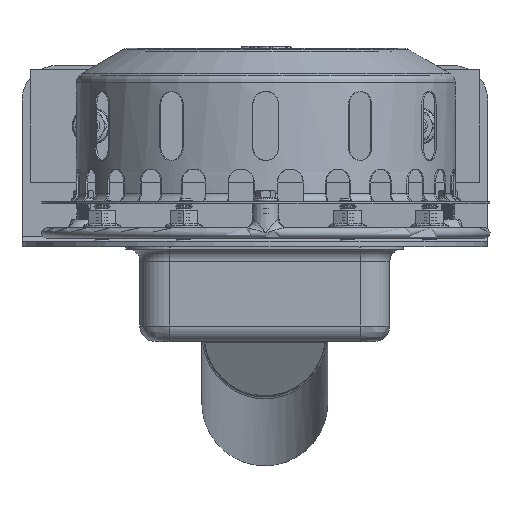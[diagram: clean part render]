
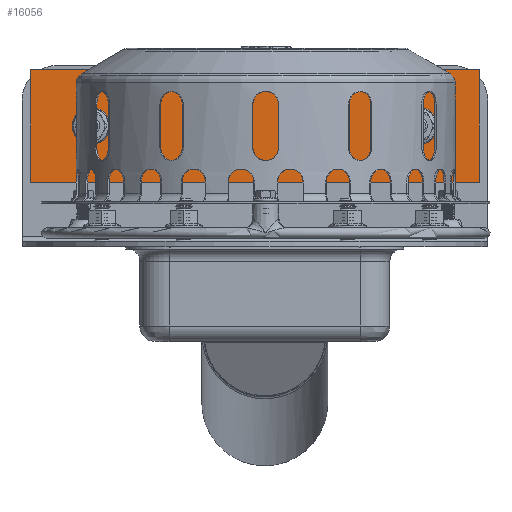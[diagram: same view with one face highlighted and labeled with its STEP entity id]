
A CAD part, left-side view. The second image highlights one B-rep face of the part: STEP entity #16056.
In plain terms, the highlighted planar face has unit normal (-1, 0, 0).
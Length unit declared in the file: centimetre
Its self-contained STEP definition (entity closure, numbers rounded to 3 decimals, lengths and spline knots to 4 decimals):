
#734=FACE_BOUND('',#3226,.T.);
#735=FACE_BOUND('',#3227,.T.);
#1226=PLANE('',#17999);
#2166=FACE_OUTER_BOUND('',#3225,.T.);
#3225=EDGE_LOOP('',(#14550,#14551,#14552,#14553));
#3226=EDGE_LOOP('',(#14554));
#3227=EDGE_LOOP('',(#14555));
#4228=LINE('',#34809,#5215);
#4231=LINE('',#34814,#5218);
#4234=LINE('',#34830,#5221);
#4236=LINE('',#34833,#5223);
#5215=VECTOR('',#22772,1.);
#5218=VECTOR('',#22777,1.);
#5221=VECTOR('',#22796,1.);
#5223=VECTOR('',#22800,1.);
#6151=CIRCLE('',#17994,8.);
#6152=CIRCLE('',#17996,8.);
#7552=VERTEX_POINT('',#34806);
#7553=VERTEX_POINT('',#34808);
#7554=VERTEX_POINT('',#34812);
#7557=VERTEX_POINT('',#34821);
#7558=VERTEX_POINT('',#34825);
#7559=VERTEX_POINT('',#34829);
#9889=EDGE_CURVE('',#7553,#7552,#4228,.T.);
#9892=EDGE_CURVE('',#7552,#7554,#4231,.T.);
#9895=EDGE_CURVE('',#7557,#7557,#6151,.T.);
#9897=EDGE_CURVE('',#7558,#7558,#6152,.T.);
#9899=EDGE_CURVE('',#7559,#7553,#4234,.T.);
#9901=EDGE_CURVE('',#7554,#7559,#4236,.T.);
#14550=ORIENTED_EDGE('',*,*,#9892,.T.);
#14551=ORIENTED_EDGE('',*,*,#9901,.T.);
#14552=ORIENTED_EDGE('',*,*,#9899,.T.);
#14553=ORIENTED_EDGE('',*,*,#9889,.T.);
#14554=ORIENTED_EDGE('',*,*,#9897,.T.);
#14555=ORIENTED_EDGE('',*,*,#9895,.T.);
#16056=ADVANCED_FACE('',(#2166,#734,#735),#1226,.T.);
#17994=AXIS2_PLACEMENT_3D('',#34822,#22786,#22787);
#17996=AXIS2_PLACEMENT_3D('',#34826,#22791,#22792);
#17999=AXIS2_PLACEMENT_3D('',#34834,#22801,#22802);
#22772=DIRECTION('',(0.,-1.,0.));
#22777=DIRECTION('',(0.,0.,1.));
#22786=DIRECTION('center_axis',(1.,0.,0.));
#22787=DIRECTION('ref_axis',(0.,1.,0.));
#22791=DIRECTION('center_axis',(1.,0.,0.));
#22792=DIRECTION('ref_axis',(0.,1.,0.));
#22796=DIRECTION('',(0.,0.,-1.));
#22800=DIRECTION('',(0.,1.,0.));
#22801=DIRECTION('center_axis',(-1.,0.,0.));
#22802=DIRECTION('ref_axis',(0.,1.,0.));
#34806=CARTESIAN_POINT('',(270.1494,-123.6515,37.4626));
#34808=CARTESIAN_POINT('',(270.1494,136.3485,37.4626));
#34809=CARTESIAN_POINT('',(270.1494,136.3485,37.4626));
#34812=CARTESIAN_POINT('',(270.1494,-123.6515,102.4626));
#34814=CARTESIAN_POINT('',(270.1494,-123.6515,37.4626));
#34821=CARTESIAN_POINT('',(270.1494,-96.6515,69.9626));
#34822=CARTESIAN_POINT('Origin',(270.1494,-88.6515,69.9626));
#34825=CARTESIAN_POINT('',(270.1494,93.3485,69.9626));
#34826=CARTESIAN_POINT('Origin',(270.1494,101.3485,69.9626));
#34829=CARTESIAN_POINT('',(270.1494,136.3485,102.4626));
#34830=CARTESIAN_POINT('',(270.1494,136.3485,102.4626));
#34833=CARTESIAN_POINT('',(270.1494,-123.6515,102.4626));
#34834=CARTESIAN_POINT('Origin',(270.1494,6.3485,69.9626));
